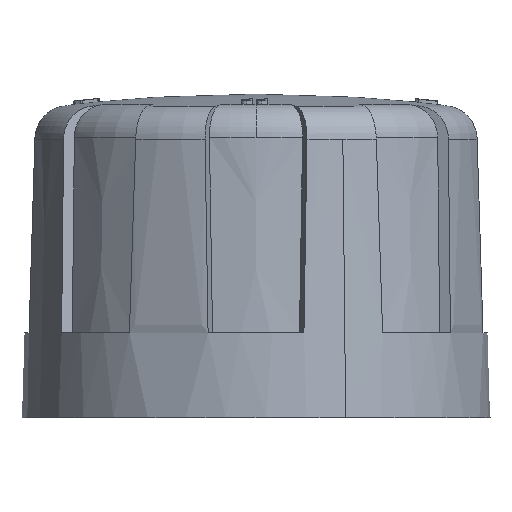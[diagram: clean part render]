
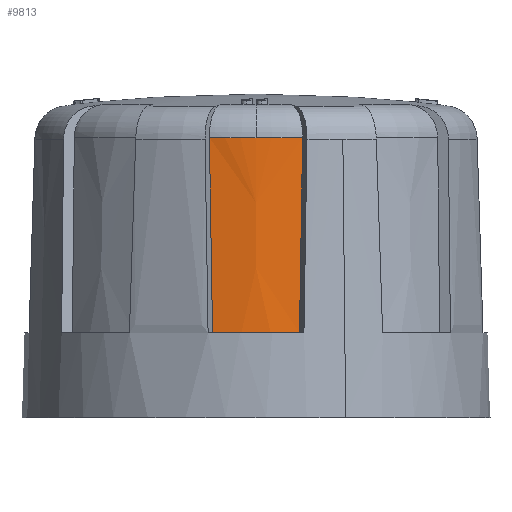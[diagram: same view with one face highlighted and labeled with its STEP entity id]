
A CAD part, left-side view. The second image highlights one B-rep face of the part: STEP entity #9813.
In plain terms, the highlighted conical face has half-angle 1.5 degrees and reference radius 12.95 mm.
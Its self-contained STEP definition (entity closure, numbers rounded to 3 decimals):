
#468 = VERTEX_POINT ( 'NONE', #3841 ) ;
#756 = VERTEX_POINT ( 'NONE', #7235 ) ;
#989 = CARTESIAN_POINT ( 'NONE',  ( -14.332, -373.503, 16.441 ) ) ;
#1061 = EDGE_CURVE ( 'NONE', #2889, #756, #3570, .T. ) ;
#1449 = CONICAL_SURFACE ( 'NONE', #2625, 12.95, 0.026 ) ;
#1761 = DIRECTION ( 'NONE',  ( 0., 0., -1. ) ) ;
#1798 = AXIS2_PLACEMENT_3D ( 'NONE', #4464, #8231, #12035 ) ;
#1816 = B_SPLINE_CURVE_WITH_KNOTS ( 'NONE', 3,
 ( #2591, #11219, #11348, #10220 ),
 .UNSPECIFIED., .F., .F.,
 ( 4, 4 ),
 ( 0., 1. ),
 .UNSPECIFIED. ) ;
#2591 = CARTESIAN_POINT ( 'NONE',  ( -14.332, -378.972, 16.441 ) ) ;
#2625 = AXIS2_PLACEMENT_3D ( 'NONE', #11092, #6355, #5502 ) ;
#2858 = DIRECTION ( 'NONE',  ( 1., 0., 0. ) ) ;
#2861 = B_SPLINE_CURVE_WITH_KNOTS ( 'NONE', 3,
 ( #989, #6418, #4513, #10216 ),
 .UNSPECIFIED., .F., .F.,
 ( 4, 4 ),
 ( 0., 1. ),
 .UNSPECIFIED. ) ;
#2889 = VERTEX_POINT ( 'NONE', #6543 ) ;
#2971 = EDGE_CURVE ( 'NONE', #756, #7072, #2861, .T. ) ;
#3381 = AXIS2_PLACEMENT_3D ( 'NONE', #7280, #4389, #6236 ) ;
#3435 = EDGE_LOOP ( 'NONE', ( #9238, #9488, #10867, #4932, #5887 ) ) ;
#3570 = CIRCLE ( 'NONE', #3381, 12.65 ) ;
#3841 = CARTESIAN_POINT ( 'NONE',  ( -14.676, -378.79, 5. ) ) ;
#4389 = DIRECTION ( 'NONE',  ( 0., 0., -1. ) ) ;
#4464 = CARTESIAN_POINT ( 'NONE',  ( -1.98, -376.238, 5. ) ) ;
#4513 = CARTESIAN_POINT ( 'NONE',  ( -14.562, -373.624, 8.814 ) ) ;
#4700 = EDGE_CURVE ( 'NONE', #7072, #468, #10903, .T. ) ;
#4932 = ORIENTED_EDGE ( 'NONE', *, *, #2971, .T. ) ;
#5152 = AXIS2_PLACEMENT_3D ( 'NONE', #11375, #1761, #2858 ) ;
#5502 = DIRECTION ( 'NONE',  ( 0.924, 0.383, 0. ) ) ;
#5851 = EDGE_CURVE ( 'NONE', #8340, #468, #1816, .T. ) ;
#5887 = ORIENTED_EDGE ( 'NONE', *, *, #4700, .T. ) ;
#6236 = DIRECTION ( 'NONE',  ( 1., 0., 0. ) ) ;
#6355 = DIRECTION ( 'NONE',  ( 0., 0., -1. ) ) ;
#6418 = CARTESIAN_POINT ( 'NONE',  ( -14.447, -373.563, 12.627 ) ) ;
#6543 = CARTESIAN_POINT ( 'NONE',  ( -14.631, -376.238, 16.441 ) ) ;
#7072 = VERTEX_POINT ( 'NONE', #11974 ) ;
#7235 = CARTESIAN_POINT ( 'NONE',  ( -14.332, -373.503, 16.441 ) ) ;
#7280 = CARTESIAN_POINT ( 'NONE',  ( -1.98, -376.238, 16.441 ) ) ;
#7314 = CIRCLE ( 'NONE', #5152, 12.65 ) ;
#8231 = DIRECTION ( 'NONE',  ( 0., 0., 1. ) ) ;
#8340 = VERTEX_POINT ( 'NONE', #8436 ) ;
#8436 = CARTESIAN_POINT ( 'NONE',  ( -14.332, -378.972, 16.441 ) ) ;
#9238 = ORIENTED_EDGE ( 'NONE', *, *, #5851, .F. ) ;
#9488 = ORIENTED_EDGE ( 'NONE', *, *, #11795, .T. ) ;
#9813 = ADVANCED_FACE ( 'NONE', ( #12094 ), #1449, .T. ) ;
#10216 = CARTESIAN_POINT ( 'NONE',  ( -14.676, -373.685, 5. ) ) ;
#10220 = CARTESIAN_POINT ( 'NONE',  ( -14.676, -378.79, 5. ) ) ;
#10867 = ORIENTED_EDGE ( 'NONE', *, *, #1061, .T. ) ;
#10903 = CIRCLE ( 'NONE', #1798, 12.95 ) ;
#11092 = CARTESIAN_POINT ( 'NONE',  ( -1.98, -376.238, 5. ) ) ;
#11219 = CARTESIAN_POINT ( 'NONE',  ( -14.447, -378.912, 12.627 ) ) ;
#11348 = CARTESIAN_POINT ( 'NONE',  ( -14.562, -378.851, 8.814 ) ) ;
#11375 = CARTESIAN_POINT ( 'NONE',  ( -1.98, -376.238, 16.441 ) ) ;
#11795 = EDGE_CURVE ( 'NONE', #8340, #2889, #7314, .T. ) ;
#11974 = CARTESIAN_POINT ( 'NONE',  ( -14.676, -373.685, 5. ) ) ;
#12035 = DIRECTION ( 'NONE',  ( 1., 0., 0. ) ) ;
#12094 = FACE_OUTER_BOUND ( 'NONE', #3435, .T. ) ;
